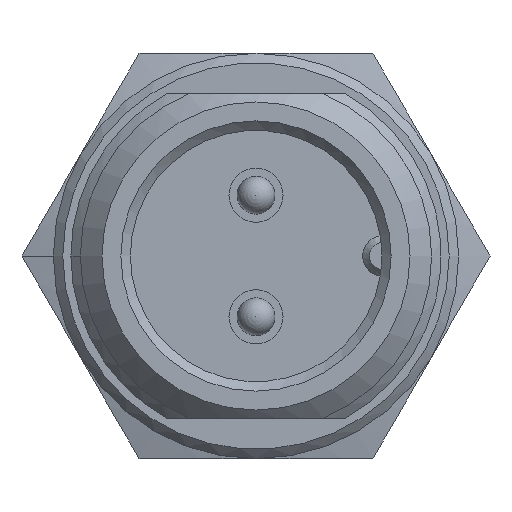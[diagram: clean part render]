
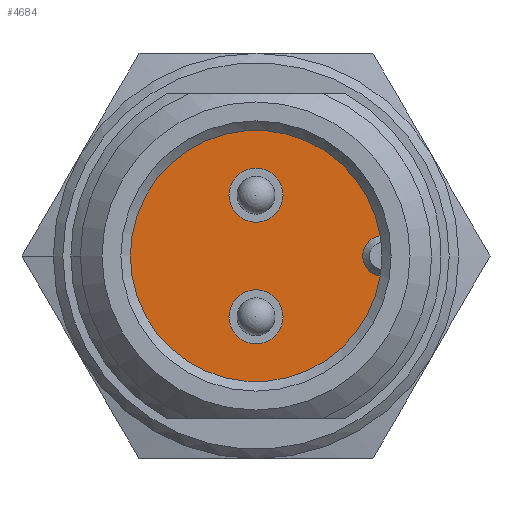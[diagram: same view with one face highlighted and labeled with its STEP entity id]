
A CAD part, left-side view. The second image highlights one B-rep face of the part: STEP entity #4684.
In plain terms, the highlighted planar face has unit normal (-1, 0, 0).
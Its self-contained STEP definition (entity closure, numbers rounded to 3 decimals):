
#4337 = CYLINDRICAL_SURFACE('',#4338,4.8);
#4338 = AXIS2_PLACEMENT_3D('',#4339,#4340,#4341);
#4339 = CARTESIAN_POINT('',(3.6,0.,0.));
#4340 = DIRECTION('',(1.,0.,0.));
#4341 = DIRECTION('',(0.,1.,0.));
#4362 = VERTEX_POINT('',#4363);
#4363 = CARTESIAN_POINT('',(3.6,4.8,0.));
#4377 = CYLINDRICAL_SURFACE('',#4378,4.8);
#4378 = AXIS2_PLACEMENT_3D('',#4379,#4380,#4381);
#4379 = CARTESIAN_POINT('',(3.6,0.,0.));
#4380 = DIRECTION('',(1.,0.,0.));
#4381 = DIRECTION('',(0.,1.,0.));
#4389 = EDGE_CURVE('',#4362,#4390,#4392,.T.);
#4390 = VERTEX_POINT('',#4391);
#4391 = CARTESIAN_POINT('',(3.6,-4.741,0.749));
#4392 = SURFACE_CURVE('',#4393,(#4398,#4405),.PCURVE_S1.);
#4393 = CIRCLE('',#4394,4.8);
#4394 = AXIS2_PLACEMENT_3D('',#4395,#4396,#4397);
#4395 = CARTESIAN_POINT('',(3.6,0.,0.));
#4396 = DIRECTION('',(1.,0.,0.));
#4397 = DIRECTION('',(0.,1.,0.));
#4398 = PCURVE('',#4337,#4399);
#4399 = DEFINITIONAL_REPRESENTATION('',(#4400),#4404);
#4400 = LINE('',#4401,#4402);
#4401 = CARTESIAN_POINT('',(0.,0.));
#4402 = VECTOR('',#4403,1.);
#4403 = DIRECTION('',(1.,0.));
#4404 = ( GEOMETRIC_REPRESENTATION_CONTEXT(2) 
PARAMETRIC_REPRESENTATION_CONTEXT() REPRESENTATION_CONTEXT('2D SPACE',''
  ) );
#4405 = PCURVE('',#4406,#4411);
#4406 = PLANE('',#4407);
#4407 = AXIS2_PLACEMENT_3D('',#4408,#4409,#4410);
#4408 = CARTESIAN_POINT('',(3.6,0.,0.));
#4409 = DIRECTION('',(1.,0.,0.));
#4410 = DIRECTION('',(0.,1.,0.));
#4411 = DEFINITIONAL_REPRESENTATION('',(#4412),#4416);
#4412 = CIRCLE('',#4413,4.8);
#4413 = AXIS2_PLACEMENT_2D('',#4414,#4415);
#4414 = CARTESIAN_POINT('',(0.,0.));
#4415 = DIRECTION('',(1.,-0.));
#4416 = ( GEOMETRIC_REPRESENTATION_CONTEXT(2) 
PARAMETRIC_REPRESENTATION_CONTEXT() REPRESENTATION_CONTEXT('2D SPACE',''
  ) );
#4432 = CYLINDRICAL_SURFACE('',#4433,0.75);
#4433 = AXIS2_PLACEMENT_3D('',#4434,#4435,#4436);
#4434 = CARTESIAN_POINT('',(3.6,-4.7,0.));
#4435 = DIRECTION('',(-1.,0.,0.));
#4436 = DIRECTION('',(0.,-1.,0.));
#4556 = EDGE_CURVE('',#4390,#4557,#4559,.T.);
#4557 = VERTEX_POINT('',#4558);
#4558 = CARTESIAN_POINT('',(3.6,-4.741,-0.749));
#4559 = SURFACE_CURVE('',#4560,(#4565,#4572),.PCURVE_S1.);
#4560 = CIRCLE('',#4561,0.75);
#4561 = AXIS2_PLACEMENT_3D('',#4562,#4563,#4564);
#4562 = CARTESIAN_POINT('',(3.6,-4.7,0.));
#4563 = DIRECTION('',(-1.,0.,0.));
#4564 = DIRECTION('',(0.,-1.,0.));
#4565 = PCURVE('',#4432,#4566);
#4566 = DEFINITIONAL_REPRESENTATION('',(#4567),#4571);
#4567 = LINE('',#4568,#4569);
#4568 = CARTESIAN_POINT('',(0.,0.));
#4569 = VECTOR('',#4570,1.);
#4570 = DIRECTION('',(1.,0.));
#4571 = ( GEOMETRIC_REPRESENTATION_CONTEXT(2) 
PARAMETRIC_REPRESENTATION_CONTEXT() REPRESENTATION_CONTEXT('2D SPACE',''
  ) );
#4572 = PCURVE('',#4406,#4573);
#4573 = DEFINITIONAL_REPRESENTATION('',(#4574),#4582);
#4574 = ( BOUNDED_CURVE() B_SPLINE_CURVE(2,(#4575,#4576,#4577,#4578,
#4579,#4580,#4581),.UNSPECIFIED.,.T.,.F.) B_SPLINE_CURVE_WITH_KNOTS((1,2
    ,2,2,2,1),(-2.094,0.,2.094,4.189,
6.283,8.378),.UNSPECIFIED.) CURVE() 
GEOMETRIC_REPRESENTATION_ITEM() RATIONAL_B_SPLINE_CURVE((1.,0.5,1.,0.5,
1.,0.5,1.)) REPRESENTATION_ITEM('') );
#4575 = CARTESIAN_POINT('',(-5.45,0.));
#4576 = CARTESIAN_POINT('',(-5.45,1.299));
#4577 = CARTESIAN_POINT('',(-4.325,0.65));
#4578 = CARTESIAN_POINT('',(-3.2,0.));
#4579 = CARTESIAN_POINT('',(-4.325,-0.65));
#4580 = CARTESIAN_POINT('',(-5.45,-1.299));
#4581 = CARTESIAN_POINT('',(-5.45,0.));
#4582 = ( GEOMETRIC_REPRESENTATION_CONTEXT(2) 
PARAMETRIC_REPRESENTATION_CONTEXT() REPRESENTATION_CONTEXT('2D SPACE',''
  ) );
#4684 = ADVANCED_FACE('',(#4685,#4711,#4746),#4406,.F.);
#4685 = FACE_BOUND('',#4686,.T.);
#4686 = EDGE_LOOP('',(#4687,#4688,#4710));
#4687 = ORIENTED_EDGE('',*,*,#4389,.F.);
#4688 = ORIENTED_EDGE('',*,*,#4689,.F.);
#4689 = EDGE_CURVE('',#4557,#4362,#4690,.T.);
#4690 = SURFACE_CURVE('',#4691,(#4696,#4703),.PCURVE_S1.);
#4691 = CIRCLE('',#4692,4.8);
#4692 = AXIS2_PLACEMENT_3D('',#4693,#4694,#4695);
#4693 = CARTESIAN_POINT('',(3.6,0.,0.));
#4694 = DIRECTION('',(1.,0.,0.));
#4695 = DIRECTION('',(0.,1.,0.));
#4696 = PCURVE('',#4406,#4697);
#4697 = DEFINITIONAL_REPRESENTATION('',(#4698),#4702);
#4698 = CIRCLE('',#4699,4.8);
#4699 = AXIS2_PLACEMENT_2D('',#4700,#4701);
#4700 = CARTESIAN_POINT('',(0.,0.));
#4701 = DIRECTION('',(1.,-0.));
#4702 = ( GEOMETRIC_REPRESENTATION_CONTEXT(2) 
PARAMETRIC_REPRESENTATION_CONTEXT() REPRESENTATION_CONTEXT('2D SPACE',''
  ) );
#4703 = PCURVE('',#4377,#4704);
#4704 = DEFINITIONAL_REPRESENTATION('',(#4705),#4709);
#4705 = LINE('',#4706,#4707);
#4706 = CARTESIAN_POINT('',(0.,0.));
#4707 = VECTOR('',#4708,1.);
#4708 = DIRECTION('',(1.,0.));
#4709 = ( GEOMETRIC_REPRESENTATION_CONTEXT(2) 
PARAMETRIC_REPRESENTATION_CONTEXT() REPRESENTATION_CONTEXT('2D SPACE',''
  ) );
#4710 = ORIENTED_EDGE('',*,*,#4556,.F.);
#4711 = FACE_BOUND('',#4712,.T.);
#4712 = EDGE_LOOP('',(#4713));
#4713 = ORIENTED_EDGE('',*,*,#4714,.F.);
#4714 = EDGE_CURVE('',#4715,#4715,#4717,.T.);
#4715 = VERTEX_POINT('',#4716);
#4716 = CARTESIAN_POINT('',(3.6,-1.,-2.25));
#4717 = SURFACE_CURVE('',#4718,(#4723,#4734),.PCURVE_S1.);
#4718 = CIRCLE('',#4719,1.);
#4719 = AXIS2_PLACEMENT_3D('',#4720,#4721,#4722);
#4720 = CARTESIAN_POINT('',(3.6,0.,-2.25));
#4721 = DIRECTION('',(-1.,0.,0.));
#4722 = DIRECTION('',(0.,-1.,0.));
#4723 = PCURVE('',#4406,#4724);
#4724 = DEFINITIONAL_REPRESENTATION('',(#4725),#4733);
#4725 = ( BOUNDED_CURVE() B_SPLINE_CURVE(2,(#4726,#4727,#4728,#4729,
#4730,#4731,#4732),.UNSPECIFIED.,.T.,.F.) B_SPLINE_CURVE_WITH_KNOTS((1,2
    ,2,2,2,1),(-2.094,0.,2.094,4.189,
6.283,8.378),.UNSPECIFIED.) CURVE() 
GEOMETRIC_REPRESENTATION_ITEM() RATIONAL_B_SPLINE_CURVE((1.,0.5,1.,0.5,
1.,0.5,1.)) REPRESENTATION_ITEM('') );
#4726 = CARTESIAN_POINT('',(-1.,-2.25));
#4727 = CARTESIAN_POINT('',(-1.,-0.518));
#4728 = CARTESIAN_POINT('',(0.5,-1.384));
#4729 = CARTESIAN_POINT('',(2.,-2.25));
#4730 = CARTESIAN_POINT('',(0.5,-3.116));
#4731 = CARTESIAN_POINT('',(-1.,-3.982));
#4732 = CARTESIAN_POINT('',(-1.,-2.25));
#4733 = ( GEOMETRIC_REPRESENTATION_CONTEXT(2) 
PARAMETRIC_REPRESENTATION_CONTEXT() REPRESENTATION_CONTEXT('2D SPACE',''
  ) );
#4734 = PCURVE('',#4735,#4740);
#4735 = CYLINDRICAL_SURFACE('',#4736,1.);
#4736 = AXIS2_PLACEMENT_3D('',#4737,#4738,#4739);
#4737 = CARTESIAN_POINT('',(3.6,0.,-2.25));
#4738 = DIRECTION('',(-1.,0.,0.));
#4739 = DIRECTION('',(0.,-1.,0.));
#4740 = DEFINITIONAL_REPRESENTATION('',(#4741),#4745);
#4741 = LINE('',#4742,#4743);
#4742 = CARTESIAN_POINT('',(0.,0.));
#4743 = VECTOR('',#4744,1.);
#4744 = DIRECTION('',(1.,0.));
#4745 = ( GEOMETRIC_REPRESENTATION_CONTEXT(2) 
PARAMETRIC_REPRESENTATION_CONTEXT() REPRESENTATION_CONTEXT('2D SPACE',''
  ) );
#4746 = FACE_BOUND('',#4747,.T.);
#4747 = EDGE_LOOP('',(#4748));
#4748 = ORIENTED_EDGE('',*,*,#4749,.F.);
#4749 = EDGE_CURVE('',#4750,#4750,#4752,.T.);
#4750 = VERTEX_POINT('',#4751);
#4751 = CARTESIAN_POINT('',(3.6,-1.,2.25));
#4752 = SURFACE_CURVE('',#4753,(#4758,#4769),.PCURVE_S1.);
#4753 = CIRCLE('',#4754,1.);
#4754 = AXIS2_PLACEMENT_3D('',#4755,#4756,#4757);
#4755 = CARTESIAN_POINT('',(3.6,0.,2.25));
#4756 = DIRECTION('',(-1.,0.,0.));
#4757 = DIRECTION('',(0.,-1.,0.));
#4758 = PCURVE('',#4406,#4759);
#4759 = DEFINITIONAL_REPRESENTATION('',(#4760),#4768);
#4760 = ( BOUNDED_CURVE() B_SPLINE_CURVE(2,(#4761,#4762,#4763,#4764,
#4765,#4766,#4767),.UNSPECIFIED.,.T.,.F.) B_SPLINE_CURVE_WITH_KNOTS((1,2
    ,2,2,2,1),(-2.094,0.,2.094,4.189,
6.283,8.378),.UNSPECIFIED.) CURVE() 
GEOMETRIC_REPRESENTATION_ITEM() RATIONAL_B_SPLINE_CURVE((1.,0.5,1.,0.5,
1.,0.5,1.)) REPRESENTATION_ITEM('') );
#4761 = CARTESIAN_POINT('',(-1.,2.25));
#4762 = CARTESIAN_POINT('',(-1.,3.982));
#4763 = CARTESIAN_POINT('',(0.5,3.116));
#4764 = CARTESIAN_POINT('',(2.,2.25));
#4765 = CARTESIAN_POINT('',(0.5,1.384));
#4766 = CARTESIAN_POINT('',(-1.,0.518));
#4767 = CARTESIAN_POINT('',(-1.,2.25));
#4768 = ( GEOMETRIC_REPRESENTATION_CONTEXT(2) 
PARAMETRIC_REPRESENTATION_CONTEXT() REPRESENTATION_CONTEXT('2D SPACE',''
  ) );
#4769 = PCURVE('',#4770,#4775);
#4770 = CYLINDRICAL_SURFACE('',#4771,1.);
#4771 = AXIS2_PLACEMENT_3D('',#4772,#4773,#4774);
#4772 = CARTESIAN_POINT('',(3.6,0.,2.25));
#4773 = DIRECTION('',(-1.,0.,0.));
#4774 = DIRECTION('',(0.,-1.,0.));
#4775 = DEFINITIONAL_REPRESENTATION('',(#4776),#4780);
#4776 = LINE('',#4777,#4778);
#4777 = CARTESIAN_POINT('',(0.,0.));
#4778 = VECTOR('',#4779,1.);
#4779 = DIRECTION('',(1.,0.));
#4780 = ( GEOMETRIC_REPRESENTATION_CONTEXT(2) 
PARAMETRIC_REPRESENTATION_CONTEXT() REPRESENTATION_CONTEXT('2D SPACE',''
  ) );
